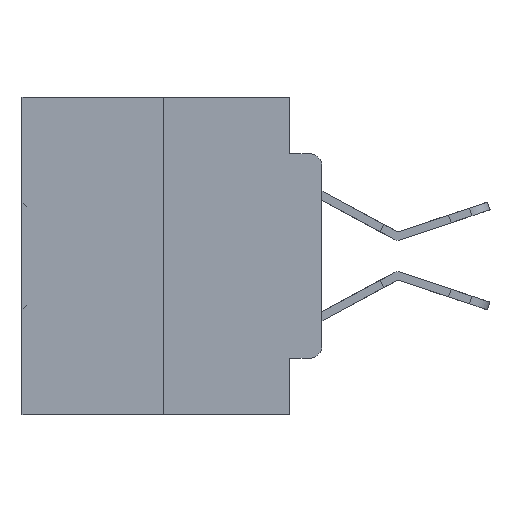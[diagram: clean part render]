
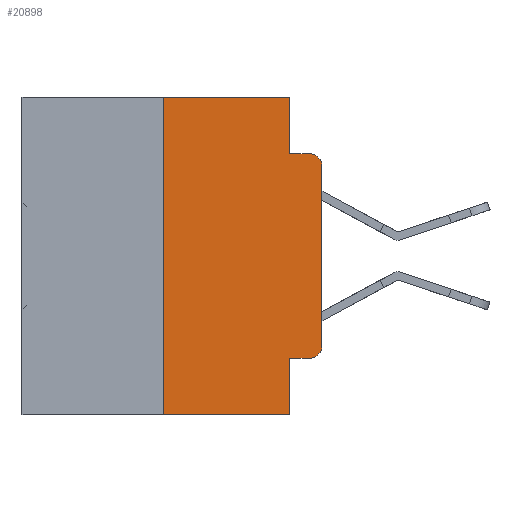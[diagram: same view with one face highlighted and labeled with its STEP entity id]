
A CAD part, left-side view. The second image highlights one B-rep face of the part: STEP entity #20898.
In plain terms, the highlighted planar face has unit normal (-1, 0, 0).
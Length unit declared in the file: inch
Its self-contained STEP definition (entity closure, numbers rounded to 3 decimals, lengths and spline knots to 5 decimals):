
#237 = LINE ( 'NONE', #4350, #33901 ) ;
#648 = VERTEX_POINT ( 'NONE', #25723 ) ;
#2156 = EDGE_CURVE ( 'NONE', #648, #15087, #10420, .T. ) ;
#2237 = DIRECTION ( 'NONE',  ( 1., 0., 0. ) ) ;
#4174 = VERTEX_POINT ( 'NONE', #30892 ) ;
#4347 = CIRCLE ( 'NONE', #20116, 0.02 ) ;
#4350 = CARTESIAN_POINT ( 'NONE',  ( 0., 0.473, -0.5 ) ) ;
#4659 = EDGE_CURVE ( 'NONE', #15087, #12114, #4347, .T. ) ;
#4845 = CARTESIAN_POINT ( 'NONE',  ( 0., 0.473, 0. ) ) ;
#6351 = ORIENTED_EDGE ( 'NONE', *, *, #2156, .T. ) ;
#6352 = LINE ( 'NONE', #27824, #33711 ) ;
#6369 = CARTESIAN_POINT ( 'NONE',  ( 0., 0.051, -0.0885 ) ) ;
#7443 = ORIENTED_EDGE ( 'NONE', *, *, #7737, .T. ) ;
#7547 = CARTESIAN_POINT ( 'NONE',  ( 0., 0.473, 0. ) ) ;
#7737 = EDGE_CURVE ( 'NONE', #29975, #648, #25324, .T. ) ;
#7768 = CARTESIAN_POINT ( 'NONE',  ( 0., 0.051, 0. ) ) ;
#8121 = EDGE_CURVE ( 'NONE', #26057, #29327, #237, .T. ) ;
#8504 = DIRECTION ( 'NONE',  ( 0., 0., -1. ) ) ;
#8579 = DIRECTION ( 'NONE',  ( 0., -1., 0. ) ) ;
#9491 = ORIENTED_EDGE ( 'NONE', *, *, #13791, .T. ) ;
#10420 = LINE ( 'NONE', #24338, #15007 ) ;
#10604 = ORIENTED_EDGE ( 'NONE', *, *, #13410, .F. ) ;
#11049 = VERTEX_POINT ( 'NONE', #28874 ) ;
#11226 = LINE ( 'NONE', #6369, #17491 ) ;
#11493 = CARTESIAN_POINT ( 'NONE',  ( 0., 0.051, -0.0885 ) ) ;
#12114 = VERTEX_POINT ( 'NONE', #27668 ) ;
#12504 = FACE_OUTER_BOUND ( 'NONE', #18402, .T. ) ;
#12517 = DIRECTION ( 'NONE',  ( -1., 0., 0. ) ) ;
#12565 = LINE ( 'NONE', #18716, #33595 ) ;
#12817 = VERTEX_POINT ( 'NONE', #15822 ) ;
#13410 = EDGE_CURVE ( 'NONE', #11049, #29327, #12565, .T. ) ;
#13791 = EDGE_CURVE ( 'NONE', #11049, #29975, #34377, .T. ) ;
#14314 = EDGE_CURVE ( 'NONE', #31751, #12114, #11226, .T. ) ;
#15007 = VECTOR ( 'NONE', #23759, 39.37008 ) ;
#15087 = VERTEX_POINT ( 'NONE', #22876 ) ;
#15822 = CARTESIAN_POINT ( 'NONE',  ( 0., 0.051, 0. ) ) ;
#17204 = CARTESIAN_POINT ( 'NONE',  ( 0., 0.02, -0.4115 ) ) ;
#17246 = ORIENTED_EDGE ( 'NONE', *, *, #14314, .F. ) ;
#17491 = VECTOR ( 'NONE', #24994, 39.37008 ) ;
#17497 = AXIS2_PLACEMENT_3D ( 'NONE', #4845, #2237, #20970 ) ;
#17704 = CARTESIAN_POINT ( 'NONE',  ( 0., 0.25, -0.5 ) ) ;
#18402 = EDGE_LOOP ( 'NONE', ( #6351, #18707, #17246, #24080, #31050, #22660, #21645, #10604, #9491, #7443 ) ) ;
#18707 = ORIENTED_EDGE ( 'NONE', *, *, #4659, .T. ) ;
#18716 = CARTESIAN_POINT ( 'NONE',  ( 0., 0.051, 0. ) ) ;
#19085 = EDGE_CURVE ( 'NONE', #4174, #12817, #28731, .T. ) ;
#20116 = AXIS2_PLACEMENT_3D ( 'NONE', #25659, #27366, #24306 ) ;
#20330 = DIRECTION ( 'NONE',  ( 0., -1., 0. ) ) ;
#20441 = VECTOR ( 'NONE', #20330, 39.37008 ) ;
#20898 = ADVANCED_FACE ( 'NONE', ( #12504 ), #34033, .F. ) ;
#20970 = DIRECTION ( 'NONE',  ( 0., 0., -1. ) ) ;
#21606 = CARTESIAN_POINT ( 'NONE',  ( 0., 0.02, -0.3915 ) ) ;
#21645 = ORIENTED_EDGE ( 'NONE', *, *, #8121, .T. ) ;
#21741 = VECTOR ( 'NONE', #26134, 39.37008 ) ;
#22660 = ORIENTED_EDGE ( 'NONE', *, *, #29977, .F. ) ;
#22876 = CARTESIAN_POINT ( 'NONE',  ( 0., 0., -0.1085 ) ) ;
#22947 = CARTESIAN_POINT ( 'NONE',  ( 0., 0.051, -0.4115 ) ) ;
#23209 = CARTESIAN_POINT ( 'NONE',  ( 0., 0.051, -0.5 ) ) ;
#23388 = EDGE_CURVE ( 'NONE', #12817, #31751, #25982, .T. ) ;
#23759 = DIRECTION ( 'NONE',  ( 0., 0., 1. ) ) ;
#24080 = ORIENTED_EDGE ( 'NONE', *, *, #23388, .F. ) ;
#24306 = DIRECTION ( 'NONE',  ( 0., 0., -1. ) ) ;
#24338 = CARTESIAN_POINT ( 'NONE',  ( 0., 0., 0. ) ) ;
#24933 = DIRECTION ( 'NONE',  ( 0., 0., -1. ) ) ;
#24994 = DIRECTION ( 'NONE',  ( 0., -1., 0. ) ) ;
#25324 = CIRCLE ( 'NONE', #32912, 0.02 ) ;
#25659 = CARTESIAN_POINT ( 'NONE',  ( 0., 0.02, -0.1085 ) ) ;
#25723 = CARTESIAN_POINT ( 'NONE',  ( 0., 0., -0.3915 ) ) ;
#25982 = LINE ( 'NONE', #7768, #32112 ) ;
#26057 = VERTEX_POINT ( 'NONE', #17704 ) ;
#26134 = DIRECTION ( 'NONE',  ( 0., -1., 0. ) ) ;
#26340 = DIRECTION ( 'NONE',  ( 0., 0., -1. ) ) ;
#27366 = DIRECTION ( 'NONE',  ( -1., 0., 0. ) ) ;
#27668 = CARTESIAN_POINT ( 'NONE',  ( 0., 0.02, -0.0885 ) ) ;
#27824 = CARTESIAN_POINT ( 'NONE',  ( 0., 0.25, 0. ) ) ;
#28731 = LINE ( 'NONE', #7547, #21741 ) ;
#28874 = CARTESIAN_POINT ( 'NONE',  ( 0., 0.051, -0.4115 ) ) ;
#29327 = VERTEX_POINT ( 'NONE', #23209 ) ;
#29975 = VERTEX_POINT ( 'NONE', #17204 ) ;
#29977 = EDGE_CURVE ( 'NONE', #26057, #4174, #6352, .T. ) ;
#30455 = DIRECTION ( 'NONE',  ( 0., 0., 1. ) ) ;
#30892 = CARTESIAN_POINT ( 'NONE',  ( 0., 0.25, 0. ) ) ;
#31050 = ORIENTED_EDGE ( 'NONE', *, *, #19085, .F. ) ;
#31751 = VERTEX_POINT ( 'NONE', #11493 ) ;
#32112 = VECTOR ( 'NONE', #26340, 39.37008 ) ;
#32912 = AXIS2_PLACEMENT_3D ( 'NONE', #21606, #12517, #8504 ) ;
#33595 = VECTOR ( 'NONE', #24933, 39.37008 ) ;
#33711 = VECTOR ( 'NONE', #30455, 39.37008 ) ;
#33901 = VECTOR ( 'NONE', #8579, 39.37008 ) ;
#34033 = PLANE ( 'NONE',  #17497 ) ;
#34377 = LINE ( 'NONE', #22947, #20441 ) ;
